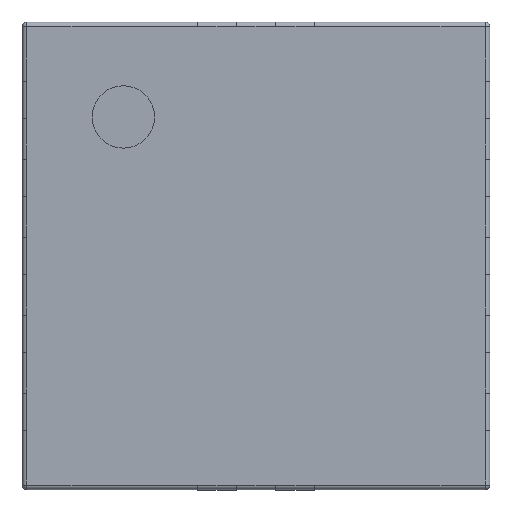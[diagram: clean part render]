
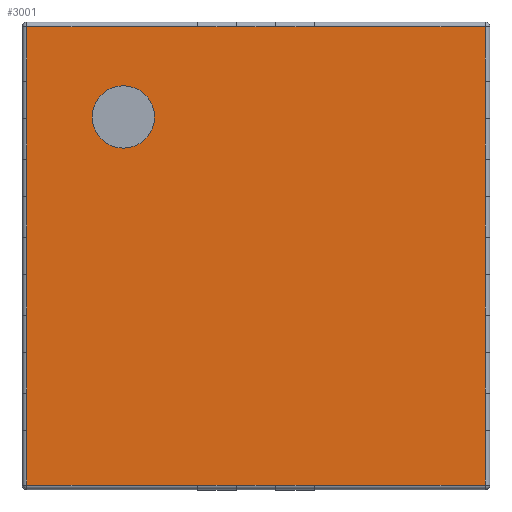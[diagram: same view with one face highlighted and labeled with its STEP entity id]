
A CAD part, top view. The second image highlights one B-rep face of the part: STEP entity #3001.
In plain terms, the highlighted planar face has unit normal (0, 0, 1).
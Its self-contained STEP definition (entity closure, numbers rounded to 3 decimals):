
#14=FACE_BOUND('',#455,.T.);
#44=PLANE('',#3280);
#281=FACE_OUTER_BOUND('',#454,.T.);
#454=EDGE_LOOP('',(#2380,#2381,#2382,#2383,#2384,#2385,#2386,#2387,#2388,
#2389,#2390,#2391,#2392,#2393,#2394,#2395,#2396,#2397,#2398,#2399,#2400,
#2401,#2402,#2403,#2404,#2405,#2406,#2407,#2408,#2409,#2410,#2411));
#455=EDGE_LOOP('',(#2412));
#617=LINE('',#4509,#945);
#624=LINE('',#4543,#952);
#629=LINE('',#4572,#957);
#632=LINE('',#4579,#960);
#633=LINE('',#4584,#961);
#635=LINE('',#4587,#963);
#637=LINE('',#4593,#965);
#640=LINE('',#4600,#968);
#641=LINE('',#4605,#969);
#643=LINE('',#4608,#971);
#645=LINE('',#4614,#973);
#647=LINE('',#4620,#975);
#650=LINE('',#4627,#978);
#651=LINE('',#4632,#979);
#654=LINE('',#4639,#982);
#655=LINE('',#4644,#983);
#658=LINE('',#4651,#986);
#659=LINE('',#4656,#987);
#662=LINE('',#4663,#990);
#663=LINE('',#4668,#991);
#666=LINE('',#4675,#994);
#667=LINE('',#4677,#995);
#670=LINE('',#4684,#998);
#672=LINE('',#4690,#1000);
#673=LINE('',#4695,#1001);
#676=LINE('',#4702,#1004);
#677=LINE('',#4707,#1005);
#679=LINE('',#4713,#1007);
#682=LINE('',#4720,#1010);
#683=LINE('',#4722,#1011);
#686=LINE('',#4729,#1014);
#687=LINE('',#4731,#1015);
#945=VECTOR('',#3602,10.);
#952=VECTOR('',#3641,10.);
#957=VECTOR('',#3676,10.);
#960=VECTOR('',#3683,10.);
#961=VECTOR('',#3688,10.);
#963=VECTOR('',#3692,10.);
#965=VECTOR('',#3698,10.);
#968=VECTOR('',#3705,10.);
#969=VECTOR('',#3710,10.);
#971=VECTOR('',#3714,10.);
#973=VECTOR('',#3720,10.);
#975=VECTOR('',#3726,10.);
#978=VECTOR('',#3733,10.);
#979=VECTOR('',#3738,10.);
#982=VECTOR('',#3745,10.);
#983=VECTOR('',#3750,10.);
#986=VECTOR('',#3757,10.);
#987=VECTOR('',#3762,10.);
#990=VECTOR('',#3769,10.);
#991=VECTOR('',#3774,10.);
#994=VECTOR('',#3781,10.);
#995=VECTOR('',#3784,10.);
#998=VECTOR('',#3791,10.);
#1000=VECTOR('',#3797,10.);
#1001=VECTOR('',#3802,10.);
#1004=VECTOR('',#3809,10.);
#1005=VECTOR('',#3814,10.);
#1007=VECTOR('',#3820,10.);
#1010=VECTOR('',#3827,10.);
#1011=VECTOR('',#3830,10.);
#1014=VECTOR('',#3837,10.);
#1015=VECTOR('',#3840,10.);
#1200=CIRCLE('',#3105,0.2);
#1302=VERTEX_POINT('',#4261);
#1393=VERTEX_POINT('',#4473);
#1400=VERTEX_POINT('',#4497);
#1403=VERTEX_POINT('',#4507);
#1409=VERTEX_POINT('',#4527);
#1411=VERTEX_POINT('',#4536);
#1414=VERTEX_POINT('',#4541);
#1416=VERTEX_POINT('',#4546);
#1423=VERTEX_POINT('',#4570);
#1424=VERTEX_POINT('',#4575);
#1427=VERTEX_POINT('',#4582);
#1429=VERTEX_POINT('',#4591);
#1430=VERTEX_POINT('',#4596);
#1433=VERTEX_POINT('',#4603);
#1435=VERTEX_POINT('',#4612);
#1437=VERTEX_POINT('',#4618);
#1438=VERTEX_POINT('',#4623);
#1441=VERTEX_POINT('',#4630);
#1442=VERTEX_POINT('',#4635);
#1445=VERTEX_POINT('',#4642);
#1446=VERTEX_POINT('',#4647);
#1449=VERTEX_POINT('',#4654);
#1450=VERTEX_POINT('',#4659);
#1453=VERTEX_POINT('',#4666);
#1454=VERTEX_POINT('',#4671);
#1456=VERTEX_POINT('',#4680);
#1458=VERTEX_POINT('',#4686);
#1461=VERTEX_POINT('',#4693);
#1462=VERTEX_POINT('',#4698);
#1465=VERTEX_POINT('',#4705);
#1467=VERTEX_POINT('',#4711);
#1468=VERTEX_POINT('',#4716);
#1470=VERTEX_POINT('',#4725);
#1562=EDGE_CURVE('',#1302,#1302,#1200,.T.);
#1683=EDGE_CURVE('',#1403,#1400,#617,.T.);
#1700=EDGE_CURVE('',#1414,#1411,#624,.T.);
#1714=EDGE_CURVE('',#1423,#1416,#629,.T.);
#1718=EDGE_CURVE('',#1416,#1424,#632,.T.);
#1720=EDGE_CURVE('',#1427,#1423,#633,.T.);
#1722=EDGE_CURVE('',#1424,#1414,#635,.T.);
#1725=EDGE_CURVE('',#1429,#1427,#637,.T.);
#1729=EDGE_CURVE('',#1411,#1430,#640,.T.);
#1731=EDGE_CURVE('',#1433,#1429,#641,.T.);
#1733=EDGE_CURVE('',#1430,#1409,#643,.T.);
#1736=EDGE_CURVE('',#1435,#1433,#645,.T.);
#1739=EDGE_CURVE('',#1437,#1435,#647,.T.);
#1743=EDGE_CURVE('',#1409,#1438,#650,.T.);
#1745=EDGE_CURVE('',#1441,#1437,#651,.T.);
#1749=EDGE_CURVE('',#1438,#1442,#654,.T.);
#1751=EDGE_CURVE('',#1445,#1441,#655,.T.);
#1755=EDGE_CURVE('',#1442,#1446,#658,.T.);
#1757=EDGE_CURVE('',#1449,#1445,#659,.T.);
#1761=EDGE_CURVE('',#1446,#1450,#662,.T.);
#1763=EDGE_CURVE('',#1453,#1449,#663,.T.);
#1767=EDGE_CURVE('',#1450,#1454,#666,.T.);
#1768=EDGE_CURVE('',#1400,#1453,#667,.T.);
#1772=EDGE_CURVE('',#1454,#1456,#670,.T.);
#1775=EDGE_CURVE('',#1456,#1458,#672,.T.);
#1777=EDGE_CURVE('',#1461,#1403,#673,.T.);
#1781=EDGE_CURVE('',#1458,#1462,#676,.T.);
#1783=EDGE_CURVE('',#1465,#1461,#677,.T.);
#1786=EDGE_CURVE('',#1467,#1465,#679,.T.);
#1790=EDGE_CURVE('',#1462,#1468,#682,.T.);
#1791=EDGE_CURVE('',#1393,#1467,#683,.T.);
#1795=EDGE_CURVE('',#1468,#1470,#686,.T.);
#1796=EDGE_CURVE('',#1470,#1393,#687,.T.);
#2380=ORIENTED_EDGE('',*,*,#1714,.F.);
#2381=ORIENTED_EDGE('',*,*,#1720,.F.);
#2382=ORIENTED_EDGE('',*,*,#1725,.F.);
#2383=ORIENTED_EDGE('',*,*,#1731,.F.);
#2384=ORIENTED_EDGE('',*,*,#1736,.F.);
#2385=ORIENTED_EDGE('',*,*,#1739,.F.);
#2386=ORIENTED_EDGE('',*,*,#1745,.F.);
#2387=ORIENTED_EDGE('',*,*,#1751,.F.);
#2388=ORIENTED_EDGE('',*,*,#1757,.F.);
#2389=ORIENTED_EDGE('',*,*,#1763,.F.);
#2390=ORIENTED_EDGE('',*,*,#1768,.F.);
#2391=ORIENTED_EDGE('',*,*,#1683,.F.);
#2392=ORIENTED_EDGE('',*,*,#1777,.F.);
#2393=ORIENTED_EDGE('',*,*,#1783,.F.);
#2394=ORIENTED_EDGE('',*,*,#1786,.F.);
#2395=ORIENTED_EDGE('',*,*,#1791,.F.);
#2396=ORIENTED_EDGE('',*,*,#1796,.F.);
#2397=ORIENTED_EDGE('',*,*,#1795,.F.);
#2398=ORIENTED_EDGE('',*,*,#1790,.F.);
#2399=ORIENTED_EDGE('',*,*,#1781,.F.);
#2400=ORIENTED_EDGE('',*,*,#1775,.F.);
#2401=ORIENTED_EDGE('',*,*,#1772,.F.);
#2402=ORIENTED_EDGE('',*,*,#1767,.F.);
#2403=ORIENTED_EDGE('',*,*,#1761,.F.);
#2404=ORIENTED_EDGE('',*,*,#1755,.F.);
#2405=ORIENTED_EDGE('',*,*,#1749,.F.);
#2406=ORIENTED_EDGE('',*,*,#1743,.F.);
#2407=ORIENTED_EDGE('',*,*,#1733,.F.);
#2408=ORIENTED_EDGE('',*,*,#1729,.F.);
#2409=ORIENTED_EDGE('',*,*,#1700,.F.);
#2410=ORIENTED_EDGE('',*,*,#1722,.F.);
#2411=ORIENTED_EDGE('',*,*,#1718,.F.);
#2412=ORIENTED_EDGE('',*,*,#1562,.T.);
#3001=ADVANCED_FACE('',(#281,#14),#44,.T.);
#3105=AXIS2_PLACEMENT_3D('',#4262,#3383,#3384);
#3280=AXIS2_PLACEMENT_3D('',#4802,#3914,#3915);
#3383=DIRECTION('center_axis',(0.,0.,-1.));
#3384=DIRECTION('ref_axis',(-1.,0.,0.));
#3602=DIRECTION('',(-1.,0.,0.));
#3641=DIRECTION('',(1.,0.,0.));
#3676=DIRECTION('',(0.,1.,0.));
#3683=DIRECTION('',(1.,0.,0.));
#3688=DIRECTION('',(0.,1.,0.));
#3692=DIRECTION('',(1.,0.,0.));
#3698=DIRECTION('',(0.,1.,0.));
#3705=DIRECTION('',(1.,0.,0.));
#3710=DIRECTION('',(0.,1.,0.));
#3714=DIRECTION('',(1.,0.,0.));
#3720=DIRECTION('',(0.,1.,0.));
#3726=DIRECTION('',(0.,1.,0.));
#3733=DIRECTION('',(0.,-1.,0.));
#3738=DIRECTION('',(0.,1.,0.));
#3745=DIRECTION('',(0.,-1.,0.));
#3750=DIRECTION('',(0.,1.,0.));
#3757=DIRECTION('',(0.,-1.,0.));
#3762=DIRECTION('',(0.,1.,0.));
#3769=DIRECTION('',(0.,-1.,0.));
#3774=DIRECTION('',(0.,1.,0.));
#3781=DIRECTION('',(0.,-1.,0.));
#3784=DIRECTION('',(0.,1.,0.));
#3791=DIRECTION('',(0.,-1.,0.));
#3797=DIRECTION('',(0.,-1.,0.));
#3802=DIRECTION('',(-1.,0.,0.));
#3809=DIRECTION('',(0.,-1.,0.));
#3814=DIRECTION('',(-1.,0.,0.));
#3820=DIRECTION('',(-1.,0.,0.));
#3827=DIRECTION('',(0.,-1.,0.));
#3830=DIRECTION('',(-1.,0.,0.));
#3837=DIRECTION('',(0.,-1.,0.));
#3840=DIRECTION('',(0.,-1.,0.));
#3914=DIRECTION('center_axis',(0.,0.,1.));
#3915=DIRECTION('ref_axis',(1.,0.,0.));
#4261=CARTESIAN_POINT('',(-0.651,0.891,1.));
#4262=CARTESIAN_POINT('Origin',(-0.851,0.891,1.));
#4473=CARTESIAN_POINT('',(1.47,-1.47,1.));
#4497=CARTESIAN_POINT('',(-1.47,-1.47,1.));
#4507=CARTESIAN_POINT('',(-0.375,-1.47,1.));
#4509=CARTESIAN_POINT('',(-0.75,-1.47,1.));
#4527=CARTESIAN_POINT('',(1.47,1.47,1.));
#4536=CARTESIAN_POINT('',(0.125,1.47,1.));
#4541=CARTESIAN_POINT('',(-0.125,1.47,1.));
#4543=CARTESIAN_POINT('',(0.75,1.47,1.));
#4546=CARTESIAN_POINT('',(-1.47,1.47,1.));
#4570=CARTESIAN_POINT('',(-1.47,1.12,1.));
#4572=CARTESIAN_POINT('',(-1.47,0.75,1.));
#4575=CARTESIAN_POINT('',(-0.375,1.47,1.));
#4579=CARTESIAN_POINT('',(0.75,1.47,1.));
#4582=CARTESIAN_POINT('',(-1.47,0.88,1.));
#4584=CARTESIAN_POINT('',(-1.47,0.75,1.));
#4587=CARTESIAN_POINT('',(0.75,1.47,1.));
#4591=CARTESIAN_POINT('',(-1.47,0.62,1.));
#4593=CARTESIAN_POINT('',(-1.47,0.75,1.));
#4596=CARTESIAN_POINT('',(0.375,1.47,1.));
#4600=CARTESIAN_POINT('',(0.75,1.47,1.));
#4603=CARTESIAN_POINT('',(-1.47,0.38,1.));
#4605=CARTESIAN_POINT('',(-1.47,0.75,1.));
#4608=CARTESIAN_POINT('',(0.75,1.47,1.));
#4612=CARTESIAN_POINT('',(-1.47,0.12,1.));
#4614=CARTESIAN_POINT('',(-1.47,0.75,1.));
#4618=CARTESIAN_POINT('',(-1.47,-0.12,1.));
#4620=CARTESIAN_POINT('',(-1.47,0.75,1.));
#4623=CARTESIAN_POINT('',(1.47,1.12,1.));
#4627=CARTESIAN_POINT('',(1.47,-0.75,1.));
#4630=CARTESIAN_POINT('',(-1.47,-0.38,1.));
#4632=CARTESIAN_POINT('',(-1.47,0.75,1.));
#4635=CARTESIAN_POINT('',(1.47,0.88,1.));
#4639=CARTESIAN_POINT('',(1.47,-0.75,1.));
#4642=CARTESIAN_POINT('',(-1.47,-0.62,1.));
#4644=CARTESIAN_POINT('',(-1.47,0.75,1.));
#4647=CARTESIAN_POINT('',(1.47,0.62,1.));
#4651=CARTESIAN_POINT('',(1.47,-0.75,1.));
#4654=CARTESIAN_POINT('',(-1.47,-0.88,1.));
#4656=CARTESIAN_POINT('',(-1.47,0.75,1.));
#4659=CARTESIAN_POINT('',(1.47,0.38,1.));
#4663=CARTESIAN_POINT('',(1.47,-0.75,1.));
#4666=CARTESIAN_POINT('',(-1.47,-1.12,1.));
#4668=CARTESIAN_POINT('',(-1.47,0.75,1.));
#4671=CARTESIAN_POINT('',(1.47,0.12,1.));
#4675=CARTESIAN_POINT('',(1.47,-0.75,1.));
#4677=CARTESIAN_POINT('',(-1.47,0.75,1.));
#4680=CARTESIAN_POINT('',(1.47,-0.12,1.));
#4684=CARTESIAN_POINT('',(1.47,-0.75,1.));
#4686=CARTESIAN_POINT('',(1.47,-0.38,1.));
#4690=CARTESIAN_POINT('',(1.47,-0.75,1.));
#4693=CARTESIAN_POINT('',(-0.125,-1.47,1.));
#4695=CARTESIAN_POINT('',(-0.75,-1.47,1.));
#4698=CARTESIAN_POINT('',(1.47,-0.62,1.));
#4702=CARTESIAN_POINT('',(1.47,-0.75,1.));
#4705=CARTESIAN_POINT('',(0.125,-1.47,1.));
#4707=CARTESIAN_POINT('',(-0.75,-1.47,1.));
#4711=CARTESIAN_POINT('',(0.375,-1.47,1.));
#4713=CARTESIAN_POINT('',(-0.75,-1.47,1.));
#4716=CARTESIAN_POINT('',(1.47,-0.88,1.));
#4720=CARTESIAN_POINT('',(1.47,-0.75,1.));
#4722=CARTESIAN_POINT('',(-0.75,-1.47,1.));
#4725=CARTESIAN_POINT('',(1.47,-1.12,1.));
#4729=CARTESIAN_POINT('',(1.47,-0.75,1.));
#4731=CARTESIAN_POINT('',(1.47,-0.75,1.));
#4802=CARTESIAN_POINT('Origin',(0.,0.,1.));
